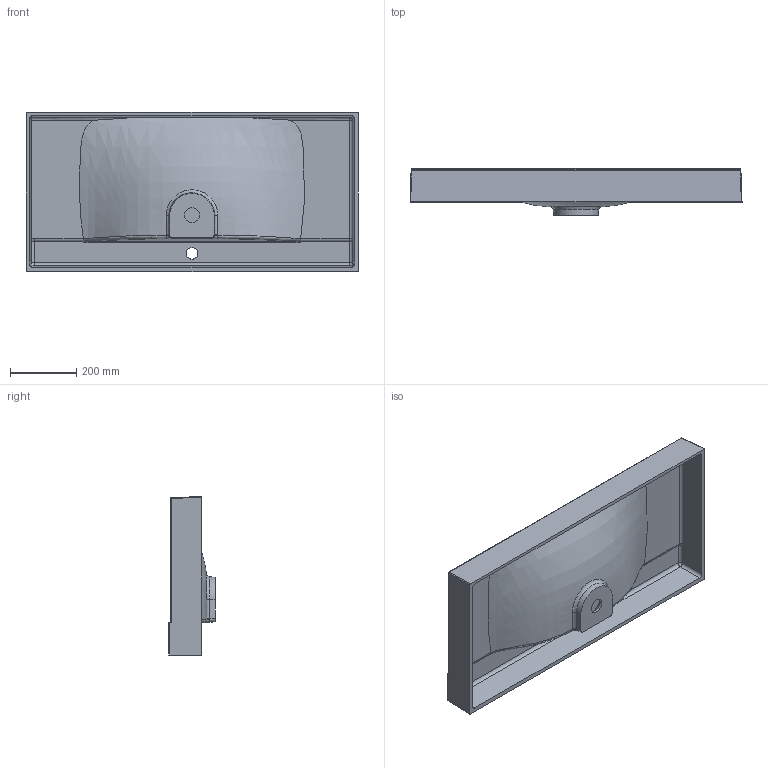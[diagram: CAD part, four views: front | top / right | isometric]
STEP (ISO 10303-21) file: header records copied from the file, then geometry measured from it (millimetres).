
FILE_DESCRIPTION (( 'STEP AP214' ), '1' );
FILE_NAME ('Fly 1000.STEP', '2020-10-06T09:53:51', ( '' ), ( '' ), 'SwSTEP 2.0', 'SolidWorks 2020', '' );
FILE_SCHEMA (( 'AUTOMOTIVE_DESIGN' ));
Length unit declared in the file: millimetre
Products named in the file (1): Fly 1000
Bounding box: 1000 x 140 x 480 mm (x, y, z)
Volume: 9190818.8 mm3; surface area: 1613437.8 mm2
Topology: 2 solids, 2 shells, 139 faces, 357 edges, 223 vertices
Faces by surface type: cylinder 43, plane 37, bspline 33, torus 13, sphere 11, cone 2
Entity records: 20997 total; most frequent: CARTESIAN_POINT 17975, ORIENTED_EDGE 710, DIRECTION 510, EDGE_CURVE 355, VERTEX_POINT 223, AXIS2_PLACEMENT_3D 201, EDGE_LOOP 146, ADVANCED_FACE 139
